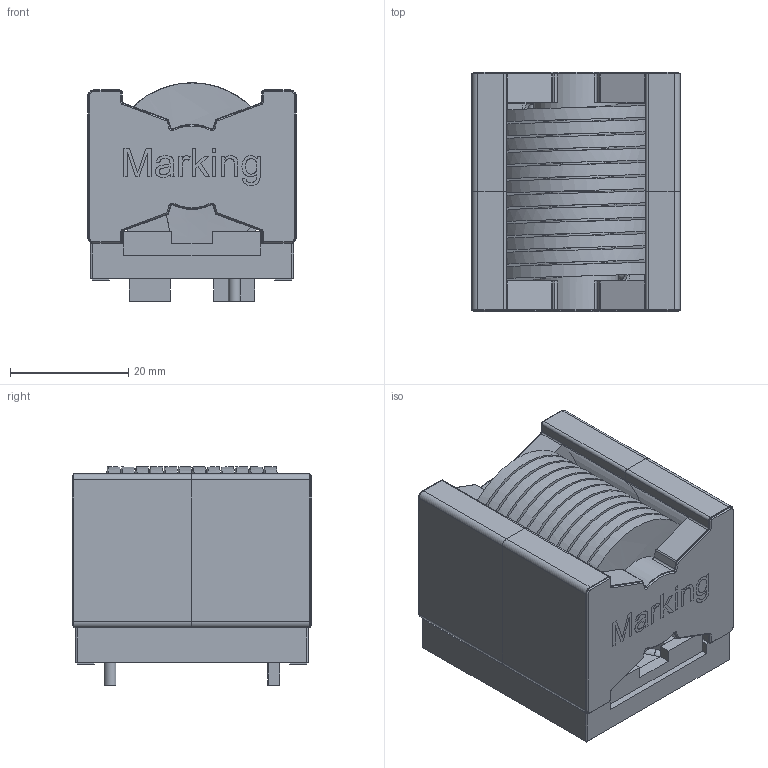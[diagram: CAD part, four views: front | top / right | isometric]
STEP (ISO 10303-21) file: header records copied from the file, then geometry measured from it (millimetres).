
FILE_DESCRIPTION(/* description */ (''),/* implementation_level */ '2;1');
FILE_NAME(/* name */ '3540_7443763540xxx_2,0 wire',/* time_stamp */ '2018-10-12T15:29:19+02:00',/* author */ ('WJ'),/* organization */ ('WÃ¼rth Elektronik eiSos GmbH & Co. KG'),/* preprocessor_version */ 'ST-DEVELOPER v16.7',/* originating_system */ 'DEX',/* authorisation */ $);
FILE_SCHEMA (('AUTOMOTIVE_DESIGN {1 0 10303 214 3 1 1}'));
Length unit declared in the file: millimetre
Products named in the file (6): 3540_7443763540xxx_2,0 wire; Base_PM9820; Core_PQ35.2-40.5A; Coil; Marking; Pin
Assembly tree (6 placements, depth 2):
  3540_7443763540xxx_2,0 wire
    Base_PM9820
    Core_PQ35.2-40.5A  x2
    Coil
    Marking
    Pin
Bounding box: 35.2 x 40.51 x 36.9 mm (x, y, z)
Volume: 36467.1 mm3; surface area: 28813.2 mm2
Topology: 13 solids, 13 shells, 488 faces, 1262 edges, 800 vertices
Faces by surface type: plane 303, cylinder 119, cone 46, bspline 18, torus 2
Full cylindrical faces by diameter (mm): 2 x3, 2.2 x2, 14.4 x2
Entity records: 13210 total; most frequent: CARTESIAN_POINT 4397, ORIENTED_EDGE 1794, DIRECTION 1612, EDGE_CURVE 897, LINE 600, VECTOR 600, VERTEX_POINT 583, AXIS2_PLACEMENT_3D 506
